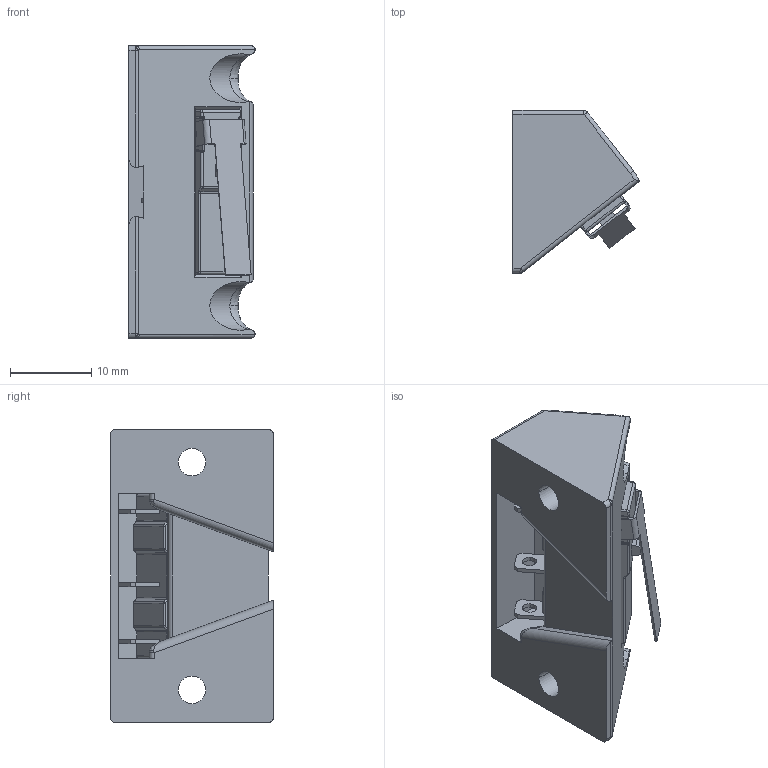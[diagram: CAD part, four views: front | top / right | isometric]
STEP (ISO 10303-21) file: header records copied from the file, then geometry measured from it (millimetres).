
FILE_DESCRIPTION (( 'STEP AP214' ), '1' );
FILE_NAME ('Limit Switch.STEP', '2020-02-08T07:24:18', ( '' ), ( '' ), 'SwSTEP 2.0', 'SolidWorks 2018', '' );
FILE_SCHEMA (( 'AUTOMOTIVE_DESIGN' ));
Length unit declared in the file: millimetre
Products named in the file (3): Endstop Limit Switch; Switch Hoder; Limit Switch
Assembly tree (2 placements, depth 2):
  Limit Switch
    Switch Hoder
    Endstop Limit Switch
Bounding box: 15.52 x 20 x 36 mm (x, y, z)
Volume: 5632.4 mm3; surface area: 4621 mm2
Topology: 4 solids, 4 shells, 466 faces, 1188 edges, 750 vertices
Faces by surface type: plane 206, cylinder 122, bspline 100, torus 38
Entity records: 20017 total; most frequent: CARTESIAN_POINT 8731, ORIENTED_EDGE 2360, DIRECTION 1956, EDGE_CURVE 1180, VERTEX_POINT 750, VECTOR 694, LINE 694, AXIS2_PLACEMENT_3D 631
